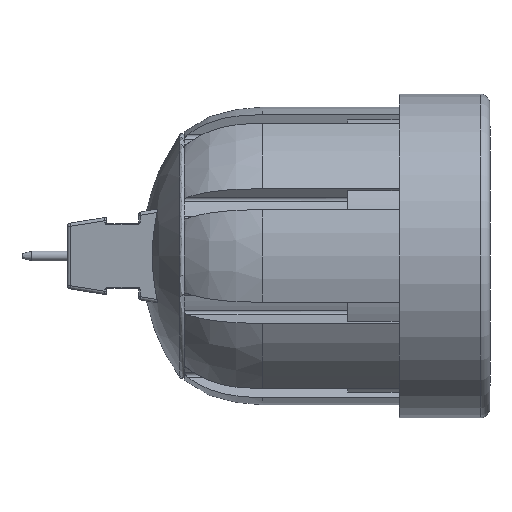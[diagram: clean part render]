
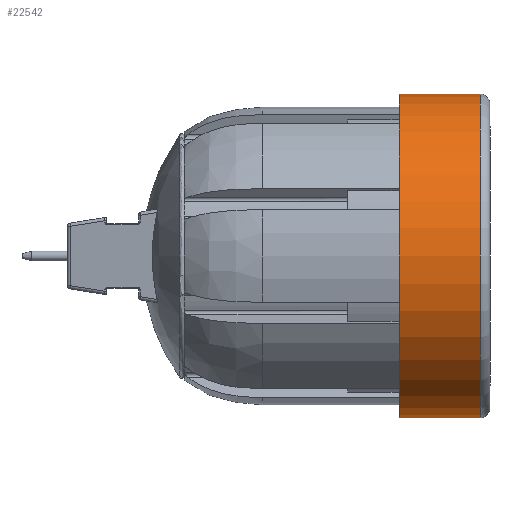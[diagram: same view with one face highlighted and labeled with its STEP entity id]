
A CAD part, front view. The second image highlights one B-rep face of the part: STEP entity #22542.
In plain terms, the highlighted cylindrical face has radius 24.9 mm (diameter 49.8 mm), a full revolution.
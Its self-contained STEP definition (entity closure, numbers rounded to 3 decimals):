
#2041=CIRCLE('',#24459,24.9);
#2042=CIRCLE('',#24460,24.9);
#2046=CIRCLE('',#24465,24.9);
#2047=CIRCLE('',#24466,24.9);
#2573=CYLINDRICAL_SURFACE('',#24464,24.9);
#2838=FACE_OUTER_BOUND('',#4045,.T.);
#4045=EDGE_LOOP('',(#15933,#15934,#15935,#15936,#15937,#15938));
#5386=LINE('',#33679,#7717);
#7717=VECTOR('',#26946,24.9);
#10151=VERTEX_POINT('',#33666);
#10152=VERTEX_POINT('',#33667);
#10155=VERTEX_POINT('',#33676);
#10156=VERTEX_POINT('',#33677);
#12376=EDGE_CURVE('',#10151,#10152,#2041,.T.);
#12377=EDGE_CURVE('',#10152,#10151,#2042,.T.);
#12381=EDGE_CURVE('',#10155,#10156,#2046,.T.);
#12382=EDGE_CURVE('',#10156,#10152,#5386,.T.);
#12383=EDGE_CURVE('',#10156,#10155,#2047,.T.);
#15933=ORIENTED_EDGE('',*,*,#12381,.T.);
#15934=ORIENTED_EDGE('',*,*,#12382,.T.);
#15935=ORIENTED_EDGE('',*,*,#12377,.T.);
#15936=ORIENTED_EDGE('',*,*,#12376,.T.);
#15937=ORIENTED_EDGE('',*,*,#12382,.F.);
#15938=ORIENTED_EDGE('',*,*,#12383,.T.);
#22542=ADVANCED_FACE('',(#2838),#2573,.T.);
#24459=AXIS2_PLACEMENT_3D('',#33668,#26932,#26933);
#24460=AXIS2_PLACEMENT_3D('',#33669,#26934,#26935);
#24464=AXIS2_PLACEMENT_3D('',#33675,#26942,#26943);
#24465=AXIS2_PLACEMENT_3D('',#33678,#26944,#26945);
#24466=AXIS2_PLACEMENT_3D('',#33680,#26947,#26948);
#26932=DIRECTION('center_axis',(-1.,0.,0.));
#26933=DIRECTION('ref_axis',(0.,0.,1.));
#26934=DIRECTION('center_axis',(-1.,0.,0.));
#26935=DIRECTION('ref_axis',(0.,0.,1.));
#26942=DIRECTION('center_axis',(-1.,0.,0.));
#26943=DIRECTION('ref_axis',(0.,0.,1.));
#26944=DIRECTION('center_axis',(1.,0.,0.));
#26945=DIRECTION('ref_axis',(0.,0.,1.));
#26946=DIRECTION('',(1.,0.,0.));
#26947=DIRECTION('center_axis',(1.,0.,0.));
#26948=DIRECTION('ref_axis',(0.,0.,1.));
#33666=CARTESIAN_POINT('',(44.5,0.,24.9));
#33667=CARTESIAN_POINT('',(44.5,0.,-24.9));
#33668=CARTESIAN_POINT('Origin',(44.5,0.,0.));
#33669=CARTESIAN_POINT('Origin',(44.5,0.,0.));
#33675=CARTESIAN_POINT('Origin',(46.95,0.,0.));
#33676=CARTESIAN_POINT('',(32.,0.,24.9));
#33677=CARTESIAN_POINT('',(32.,0.,-24.9));
#33678=CARTESIAN_POINT('Origin',(32.,0.,0.));
#33679=CARTESIAN_POINT('',(46.95,0.,-24.9));
#33680=CARTESIAN_POINT('Origin',(32.,0.,0.));
